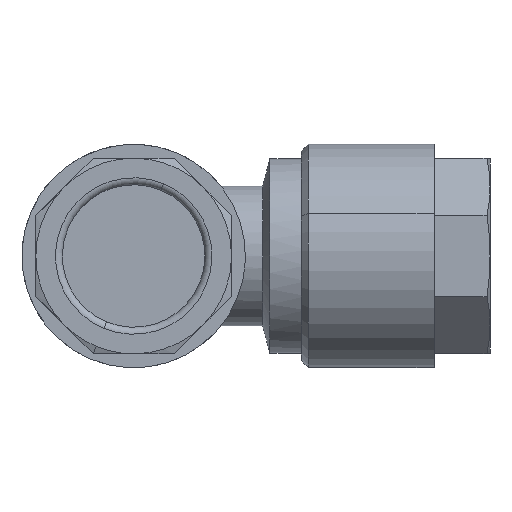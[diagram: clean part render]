
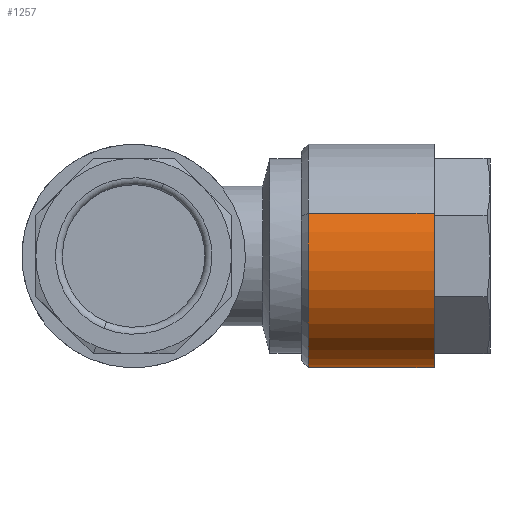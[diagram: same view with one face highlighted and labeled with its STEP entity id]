
A CAD part, left-side view. The second image highlights one B-rep face of the part: STEP entity #1257.
In plain terms, the highlighted cylindrical face has radius 8 mm (diameter 16 mm), a partial arc.
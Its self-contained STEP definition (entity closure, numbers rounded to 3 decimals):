
#576 = VERTEX_POINT ( 'NONE', #2961 ) ;
#579 = VERTEX_POINT ( 'NONE', #2156 ) ;
#744 = VERTEX_POINT ( 'NONE', #3041 ) ;
#745 = VERTEX_POINT ( 'NONE', #3042 ) ;
#1257 = ADVANCED_FACE ( 'NONE', ( #3829 ), #3837, .T. ) ;
#1449 = AXIS2_PLACEMENT_3D ( 'NONE', #3722, #3723, #3731 ) ;
#2067 = EDGE_CURVE ( 'NONE', #579, #745, #5612, .T. ) ;
#2069 = EDGE_CURVE ( 'NONE', #745, #744, #5609, .T. ) ;
#2072 = EDGE_CURVE ( 'NONE', #576, #744, #5613, .T. ) ;
#2074 = EDGE_CURVE ( 'NONE', #579, #576, #5610, .T. ) ;
#2156 = CARTESIAN_POINT ( 'NONE',  ( 7.391, 1.5, -3.061 ) ) ;
#2453 = EDGE_LOOP ( 'NONE', ( #3348, #3349, #3350, #3351 ) ) ;
#2961 = CARTESIAN_POINT ( 'NONE',  ( 7.391, 10.5, -3.061 ) ) ;
#3041 = CARTESIAN_POINT ( 'NONE',  ( -7.391, 10.5, 3.061 ) ) ;
#3042 = CARTESIAN_POINT ( 'NONE',  ( -7.391, 1.5, 3.061 ) ) ;
#3348 = ORIENTED_EDGE ( 'NONE', *, *, #2067, .T. ) ;
#3349 = ORIENTED_EDGE ( 'NONE', *, *, #2069, .T. ) ;
#3350 = ORIENTED_EDGE ( 'NONE', *, *, #2072, .F. ) ;
#3351 = ORIENTED_EDGE ( 'NONE', *, *, #2074, .F. ) ;
#3722 = CARTESIAN_POINT ( 'NONE',  ( 0., 11., 0. ) ) ;
#3723 = DIRECTION ( 'NONE',  ( 0., 1., 0. ) ) ;
#3731 = DIRECTION ( 'NONE',  ( 0.924, 0., -0.383 ) ) ;
#3829 = FACE_OUTER_BOUND ( 'NONE', #2453, .T. ) ;
#3837 = CYLINDRICAL_SURFACE ( 'NONE', #1449, 8. ) ;
#5406 = AXIS2_PLACEMENT_3D ( 'NONE', #5777, #5778, #5779 ) ;
#5407 = AXIS2_PLACEMENT_3D ( 'NONE', #5783, #5784, #5785 ) ;
#5609 = LINE ( 'NONE', #5776, #5614 ) ;
#5610 = LINE ( 'NONE', #5782, #5617 ) ;
#5612 = CIRCLE ( 'NONE', #5406, 8. ) ;
#5613 = CIRCLE ( 'NONE', #5407, 8. ) ;
#5614 = VECTOR ( 'NONE', #5772, 1000. ) ;
#5617 = VECTOR ( 'NONE', #5775, 1000. ) ;
#5772 = DIRECTION ( 'NONE',  ( 0., 1., 0. ) ) ;
#5775 = DIRECTION ( 'NONE',  ( 0., 1., 0. ) ) ;
#5776 = CARTESIAN_POINT ( 'NONE',  ( -7.391, 11., 3.061 ) ) ;
#5777 = CARTESIAN_POINT ( 'NONE',  ( 0., 1.5, 0. ) ) ;
#5778 = DIRECTION ( 'NONE',  ( 0., 1., 0. ) ) ;
#5779 = DIRECTION ( 'NONE',  ( -0.924, 0., 0.383 ) ) ;
#5782 = CARTESIAN_POINT ( 'NONE',  ( 7.391, 11., -3.061 ) ) ;
#5783 = CARTESIAN_POINT ( 'NONE',  ( 0., 10.5, 0. ) ) ;
#5784 = DIRECTION ( 'NONE',  ( 0., 1., 0. ) ) ;
#5785 = DIRECTION ( 'NONE',  ( 0.924, 0., -0.383 ) ) ;
